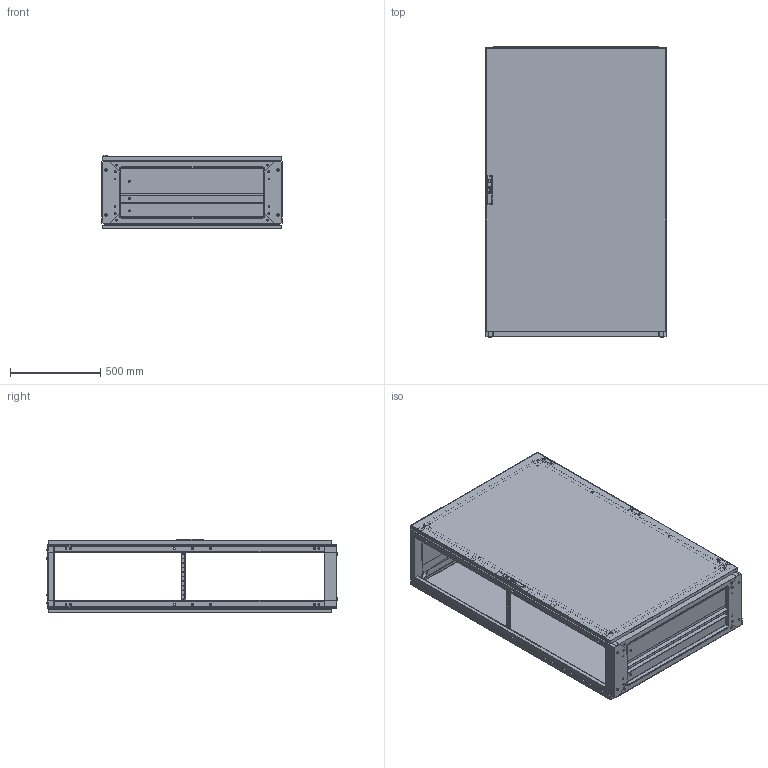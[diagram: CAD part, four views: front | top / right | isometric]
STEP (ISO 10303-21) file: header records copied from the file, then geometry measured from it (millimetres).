
FILE_DESCRIPTION (( 'STEP AP214' ), '1' );
FILE_NAME ('0375-1016-40-00.STEP', '2015-05-08T05:37:58', ( '' ), ( '' ), 'SwSTEP 2.0', 'SolidWorks 2014', '' );
FILE_SCHEMA (( 'AUTOMOTIVE_DESIGN' ));
Length unit declared in the file: millimetre
Products named in the file (13): Strebe links vorne-hinten 0395 (Modell) H 1600; Dach 0395 (Modell) B 1000 T 400; Bodenblech 0395 (Modell) B 1000 T 400; 0375-1016-40-00; Tuere 0395 (Modell) B 1000 H 1600; Tiefenstrebe 0396 (Modell) T 400; Bodenplatte vorne 0395 (Modell) B 1000 T 400; Bodenplatte mitte 0395 (Modell) B 1000 T 400; Bodenplatte hinten 0395 (Modell) B 1000; Rueckwand 0395 (Modell) B 1000 H 1600; Dachplatte 0395 (Modell) B 1000 T 400; Schrankgrundgestell 0395 (Modell) B 1000 H 1600 T 400; Strebe rechts vorne-hinten 0395 (Modell) H 1600
Assembly tree (15 placements, depth 3):
  0375-1016-40-00
    Schrankgrundgestell 0395 (Modell) B 1000 H 1600 T 400
      Bodenblech 0395 (Modell) B 1000 T 400
      Dach 0395 (Modell) B 1000 T 400
      Strebe links vorne-hinten 0395 (Modell) H 1600  x2
      Strebe rechts vorne-hinten 0395 (Modell) H 1600  x2
    Dachplatte 0395 (Modell) B 1000 T 400
    Rueckwand 0395 (Modell) B 1000 H 1600
    Bodenplatte hinten 0395 (Modell) B 1000
    Bodenplatte mitte 0395 (Modell) B 1000 T 400
    Bodenplatte vorne 0395 (Modell) B 1000 T 400
    Tiefenstrebe 0396 (Modell) T 400  x2
    Tuere 0395 (Modell) B 1000 H 1600
Bounding box: 1000 x 1607.6 x 408.5 mm (x, y, z)
Volume: 11608831.5 mm3; surface area: 12366793.5 mm2
Topology: 18 solids, 20 shells, 2742 faces, 7313 edges, 4828 vertices
Faces by surface type: plane 1367, cylinder 1273, cone 102
Entity records: 98867 total; most frequent: DIRECTION 14200, CARTESIAN_POINT 13895, ORIENTED_EDGE 13364, EDGE_CURVE 6682, AXIS2_PLACEMENT_3D 5051, VERTEX_POINT 4410, LINE 4098, VECTOR 4098
